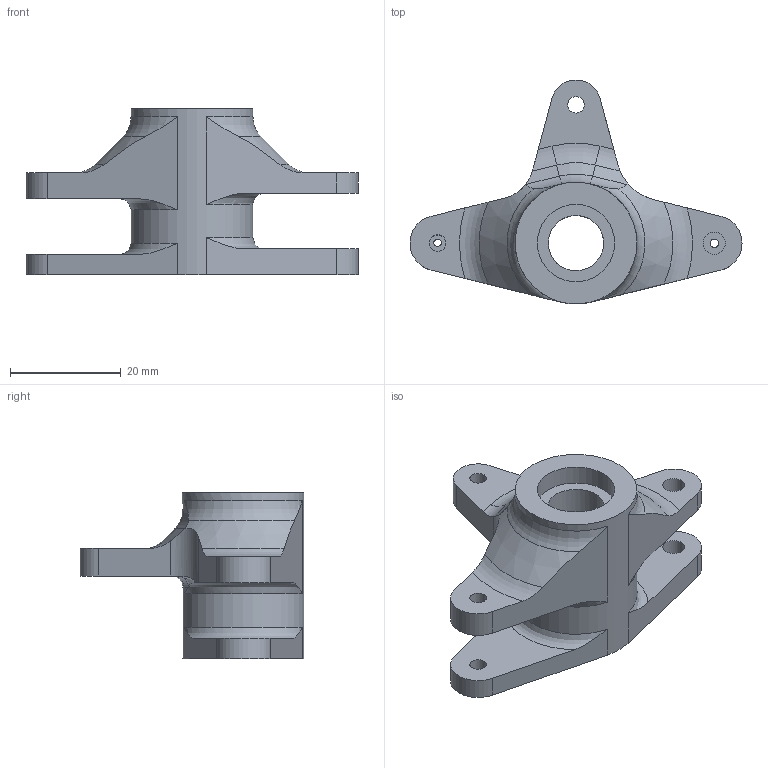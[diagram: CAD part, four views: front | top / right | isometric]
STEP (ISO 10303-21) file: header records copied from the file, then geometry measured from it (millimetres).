
FILE_DESCRIPTION(/* description */ ('Unknown'),/* implementation_level */ '2;1');
FILE_NAME(/* name */ 'Lenkwinkel_3.0_non_save_verbessert',/* time_stamp */ '2024-03-04T22:25:18+01:00',/* author */ ('Unknown'),/* organization */ ('Unknown'),/* preprocessor_version */ 'ST-DEVELOPER v18.102',/* originating_system */ 'Solid Edge',/* authorisation */ 'Unknown');
FILE_SCHEMA (('AUTOMOTIVE_DESIGN {1 0 10303 214 3 1 1}'));
Length unit declared in the file: millimetre
Products named in the file (1): Lenkwinkel_3.0_non_save_verbessert
Bounding box: 60 x 40.45 x 30 mm (x, y, z)
Volume: 15615.1 mm3; surface area: 6937.1 mm2
Topology: 1 solids, 1 shells, 71 faces, 185 edges, 120 vertices
Faces by surface type: plane 30, cylinder 25, torus 11, cone 3, bspline 2
Full cylindrical faces by diameter (mm): 1.5 x1, 3 x3, 4 x2, 10 x1, 14 x2, 22 x1
Entity records: 2258 total; most frequent: CARTESIAN_POINT 538, DIRECTION 346, ORIENTED_EDGE 342, EDGE_CURVE 171, AXIS2_PLACEMENT_3D 143, VERTEX_POINT 117, EDGE_LOOP 98, FACE_BOUND 98
